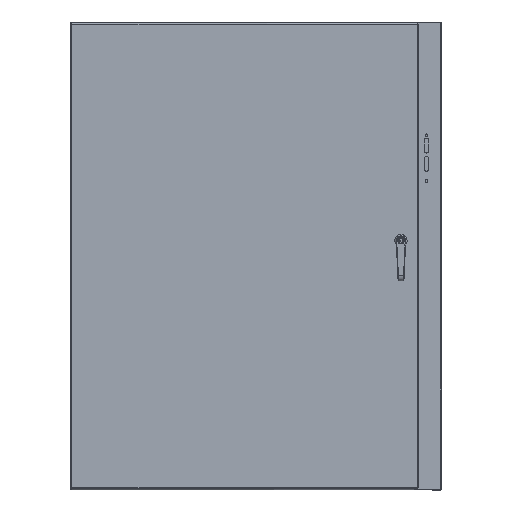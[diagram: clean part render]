
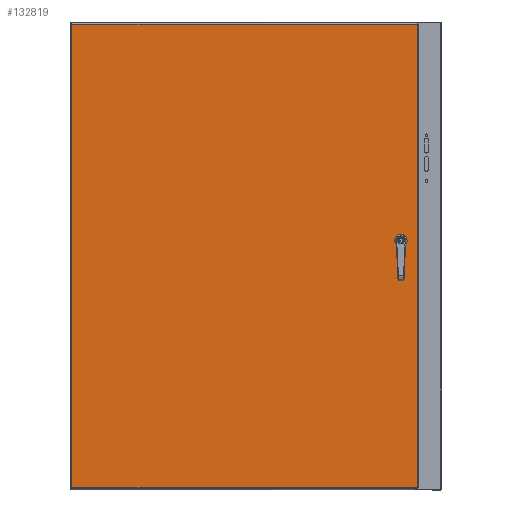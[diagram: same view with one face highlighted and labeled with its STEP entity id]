
A CAD part, top view. The second image highlights one B-rep face of the part: STEP entity #132819.
In plain terms, the highlighted planar face has unit normal (0, 0, 1).
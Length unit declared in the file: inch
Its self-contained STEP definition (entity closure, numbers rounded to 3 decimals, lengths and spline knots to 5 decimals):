
#1330 = AXIS2_PLACEMENT_3D ( 'NONE', #87124, #89602, #139174 ) ;
#3815 = CARTESIAN_POINT ( 'NONE',  ( -5.89475, 0.23025, 8.9175 ) ) ;
#6332 = VECTOR ( 'NONE', #96835, 39.37008 ) ;
#6920 = CIRCLE ( 'NONE', #126481, 0.453 ) ;
#7713 = ORIENTED_EDGE ( 'NONE', *, *, #149683, .T. ) ;
#8427 = CARTESIAN_POINT ( 'NONE',  ( 29.58225, 24., 8.9175 ) ) ;
#15712 = DIRECTION ( 'NONE',  ( 0., 0., -1. ) ) ;
#20487 = DIRECTION ( 'NONE',  ( 0., 0., -1. ) ) ;
#23827 = AXIS2_PLACEMENT_3D ( 'NONE', #122389, #20487, #86653 ) ;
#24797 = FACE_BOUND ( 'NONE', #38013, .T. ) ;
#25628 = PLANE ( 'NONE',  #74728 ) ;
#27133 = CARTESIAN_POINT ( 'NONE',  ( 28.08012, 25.95, 8.9175 ) ) ;
#29410 = CARTESIAN_POINT ( 'NONE',  ( 28.2675, 25.76262, 8.9175 ) ) ;
#30147 = CARTESIAN_POINT ( 'NONE',  ( 27.8675, 25.55, 8.9175 ) ) ;
#30330 = CARTESIAN_POINT ( 'NONE',  ( 11.84375, 47.76975, 8.9175 ) ) ;
#31152 = CARTESIAN_POINT ( 'NONE',  ( 27.4675, 25.33738, 8.9175 ) ) ;
#37208 = VERTEX_POINT ( 'NONE', #67981 ) ;
#38013 = EDGE_LOOP ( 'NONE', ( #75465, #83919, #144578, #64990, #120031, #7713, #66889, #91723 ) ) ;
#38614 = EDGE_CURVE ( 'NONE', #125688, #120819, #97332, .T. ) ;
#40254 = DIRECTION ( 'NONE',  ( -1., 0., 0. ) ) ;
#41475 = VERTEX_POINT ( 'NONE', #29410 ) ;
#42946 = AXIS2_PLACEMENT_3D ( 'NONE', #69859, #148276, #124184 ) ;
#50464 = CARTESIAN_POINT ( 'NONE',  ( 28.08012, 25.95, 8.9175 ) ) ;
#52681 = DIRECTION ( 'NONE',  ( 0., 0., -1. ) ) ;
#56003 = CARTESIAN_POINT ( 'NONE',  ( 29.58225, 47.76975, 8.9175 ) ) ;
#56881 = CARTESIAN_POINT ( 'NONE',  ( 27.4675, 25.76262, 8.9175 ) ) ;
#58284 = VECTOR ( 'NONE', #165652, 39.37008 ) ;
#58594 = VECTOR ( 'NONE', #156385, 39.37008 ) ;
#64990 = ORIENTED_EDGE ( 'NONE', *, *, #119909, .T. ) ;
#66515 = VECTOR ( 'NONE', #145445, 39.37008 ) ;
#66889 = ORIENTED_EDGE ( 'NONE', *, *, #158327, .T. ) ;
#67981 = CARTESIAN_POINT ( 'NONE',  ( 28.2675, 25.33738, 8.9175 ) ) ;
#69859 = CARTESIAN_POINT ( 'NONE',  ( 27.8675, 25.55, 8.9175 ) ) ;
#70000 = DIRECTION ( 'NONE',  ( -1., 0., 0. ) ) ;
#74434 = CARTESIAN_POINT ( 'NONE',  ( 27.65488, 25.95, 8.9175 ) ) ;
#74513 = LINE ( 'NONE', #100814, #58284 ) ;
#74728 = AXIS2_PLACEMENT_3D ( 'NONE', #129280, #52681, #155831 ) ;
#75465 = ORIENTED_EDGE ( 'NONE', *, *, #94794, .T. ) ;
#77367 = CIRCLE ( 'NONE', #1330, 0.453 ) ;
#81909 = VECTOR ( 'NONE', #162678, 39.37008 ) ;
#83555 = LINE ( 'NONE', #106457, #108823 ) ;
#83754 = ORIENTED_EDGE ( 'NONE', *, *, #137486, .F. ) ;
#83919 = ORIENTED_EDGE ( 'NONE', *, *, #106470, .T. ) ;
#84304 = CARTESIAN_POINT ( 'NONE',  ( 29.58225, 0.23025, 8.9175 ) ) ;
#86653 = DIRECTION ( 'NONE',  ( -1., 0., 0. ) ) ;
#86700 = VECTOR ( 'NONE', #114209, 39.37008 ) ;
#86974 = VERTEX_POINT ( 'NONE', #141711 ) ;
#87045 = LINE ( 'NONE', #50464, #86700 ) ;
#87124 = CARTESIAN_POINT ( 'NONE',  ( 27.8675, 25.55, 8.9175 ) ) ;
#89602 = DIRECTION ( 'NONE',  ( 0., 0., -1. ) ) ;
#89644 = ORIENTED_EDGE ( 'NONE', *, *, #114922, .F. ) ;
#89720 = CARTESIAN_POINT ( 'NONE',  ( 27.65488, 25.15, 8.9175 ) ) ;
#91723 = ORIENTED_EDGE ( 'NONE', *, *, #116644, .T. ) ;
#93968 = VERTEX_POINT ( 'NONE', #27133 ) ;
#94794 = EDGE_CURVE ( 'NONE', #118521, #93968, #87045, .T. ) ;
#95600 = EDGE_CURVE ( 'NONE', #86974, #126783, #83555, .T. ) ;
#96835 = DIRECTION ( 'NONE',  ( 0., -1., 0. ) ) ;
#97332 = LINE ( 'NONE', #30330, #165849 ) ;
#100677 = CARTESIAN_POINT ( 'NONE',  ( -5.89475, 47.76975, 8.9175 ) ) ;
#100814 = CARTESIAN_POINT ( 'NONE',  ( 27.4675, 25.76262, 8.9175 ) ) ;
#102179 = VERTEX_POINT ( 'NONE', #84304 ) ;
#104511 = FACE_OUTER_BOUND ( 'NONE', #148094, .T. ) ;
#106457 = CARTESIAN_POINT ( 'NONE',  ( 27.65488, 25.15, 8.9175 ) ) ;
#106470 = EDGE_CURVE ( 'NONE', #93968, #41475, #129655, .T. ) ;
#107565 = LINE ( 'NONE', #159734, #58594 ) ;
#107703 = CARTESIAN_POINT ( 'NONE',  ( 28.2675, 25.33738, 8.9175 ) ) ;
#108823 = VECTOR ( 'NONE', #70000, 39.37008 ) ;
#109474 = ORIENTED_EDGE ( 'NONE', *, *, #38614, .F. ) ;
#114209 = DIRECTION ( 'NONE',  ( 1., 0., 0. ) ) ;
#114922 = EDGE_CURVE ( 'NONE', #141951, #125688, #135425, .T. ) ;
#116644 = EDGE_CURVE ( 'NONE', #128610, #118521, #77367, .T. ) ;
#118521 = VERTEX_POINT ( 'NONE', #74434 ) ;
#119909 = EDGE_CURVE ( 'NONE', #37208, #86974, #159886, .T. ) ;
#120031 = ORIENTED_EDGE ( 'NONE', *, *, #95600, .T. ) ;
#120819 = VERTEX_POINT ( 'NONE', #56003 ) ;
#122389 = CARTESIAN_POINT ( 'NONE',  ( 27.8675, 25.55, 8.9175 ) ) ;
#123236 = EDGE_CURVE ( 'NONE', #41475, #37208, #132559, .T. ) ;
#124184 = DIRECTION ( 'NONE',  ( -1., 0., 0. ) ) ;
#125688 = VERTEX_POINT ( 'NONE', #100677 ) ;
#126481 = AXIS2_PLACEMENT_3D ( 'NONE', #30147, #15712, #40254 ) ;
#126783 = VERTEX_POINT ( 'NONE', #89720 ) ;
#128610 = VERTEX_POINT ( 'NONE', #56881 ) ;
#129280 = CARTESIAN_POINT ( 'NONE',  ( 11.84375, 24., 8.9175 ) ) ;
#129655 = CIRCLE ( 'NONE', #23827, 0.453 ) ;
#132559 = LINE ( 'NONE', #107703, #66515 ) ;
#132819 = ADVANCED_FACE ( 'NONE', ( #24797, #104511 ), #25628, .F. ) ;
#135425 = LINE ( 'NONE', #161853, #81909 ) ;
#136702 = ORIENTED_EDGE ( 'NONE', *, *, #146984, .F. ) ;
#137486 = EDGE_CURVE ( 'NONE', #102179, #141951, #107565, .T. ) ;
#139174 = DIRECTION ( 'NONE',  ( -1., 0., 0. ) ) ;
#141711 = CARTESIAN_POINT ( 'NONE',  ( 28.08012, 25.15, 8.9175 ) ) ;
#141951 = VERTEX_POINT ( 'NONE', #3815 ) ;
#144578 = ORIENTED_EDGE ( 'NONE', *, *, #123236, .T. ) ;
#145445 = DIRECTION ( 'NONE',  ( 0., -1., 0. ) ) ;
#146984 = EDGE_CURVE ( 'NONE', #120819, #102179, #152329, .T. ) ;
#148094 = EDGE_LOOP ( 'NONE', ( #83754, #136702, #109474, #89644 ) ) ;
#148276 = DIRECTION ( 'NONE',  ( 0., 0., -1. ) ) ;
#149683 = EDGE_CURVE ( 'NONE', #126783, #159804, #6920, .T. ) ;
#152329 = LINE ( 'NONE', #8427, #6332 ) ;
#155831 = DIRECTION ( 'NONE',  ( -1., 0., 0. ) ) ;
#156385 = DIRECTION ( 'NONE',  ( -1., 0., 0. ) ) ;
#158327 = EDGE_CURVE ( 'NONE', #159804, #128610, #74513, .T. ) ;
#159734 = CARTESIAN_POINT ( 'NONE',  ( 11.84375, 0.23025, 8.9175 ) ) ;
#159804 = VERTEX_POINT ( 'NONE', #31152 ) ;
#159886 = CIRCLE ( 'NONE', #42946, 0.453 ) ;
#161853 = CARTESIAN_POINT ( 'NONE',  ( -5.89475, 24., 8.9175 ) ) ;
#162678 = DIRECTION ( 'NONE',  ( 0., 1., 0. ) ) ;
#162997 = DIRECTION ( 'NONE',  ( 1., 0., 0. ) ) ;
#165652 = DIRECTION ( 'NONE',  ( 0., 1., 0. ) ) ;
#165849 = VECTOR ( 'NONE', #162997, 39.37008 ) ;
